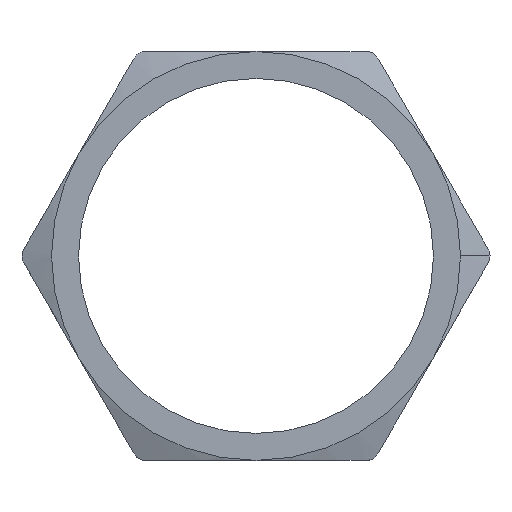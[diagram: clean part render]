
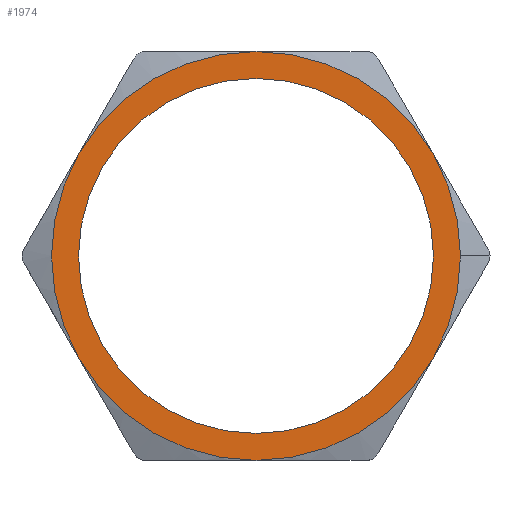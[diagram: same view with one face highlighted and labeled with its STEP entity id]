
A CAD part, top view. The second image highlights one B-rep face of the part: STEP entity #1974.
In plain terms, the highlighted planar face has unit normal (0, 0, 1).
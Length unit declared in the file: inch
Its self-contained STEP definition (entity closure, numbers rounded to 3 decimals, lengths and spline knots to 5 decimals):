
#57 = VERTEX_POINT ( 'NONE', #525 ) ;
#70 = VERTEX_POINT ( 'NONE', #538 ) ;
#83 = VERTEX_POINT ( 'NONE', #565 ) ;
#88 = VERTEX_POINT ( 'NONE', #609 ) ;
#99 = VERTEX_POINT ( 'NONE', #648 ) ;
#161 = VERTEX_POINT ( 'NONE', #788 ) ;
#170 = EDGE_CURVE ( 'NONE', #171, #161, #807, .T. ) ;
#171 = VERTEX_POINT ( 'NONE', #803 ) ;
#357 = EDGE_CURVE ( 'NONE', #2192, #2287, #1110, .T. ) ;
#385 = EDGE_CURVE ( 'NONE', #88, #70, #1185, .T. ) ;
#525 = CARTESIAN_POINT ( 'NONE',  ( -0.39404, 0.2275, 0.12 ) ) ;
#538 = CARTESIAN_POINT ( 'NONE',  ( 0.39404, -0.2275, 0.12 ) ) ;
#565 = CARTESIAN_POINT ( 'NONE',  ( 0., 0.455, 0.12 ) ) ;
#609 = CARTESIAN_POINT ( 'NONE',  ( 0., -0.455, 0.12 ) ) ;
#648 = CARTESIAN_POINT ( 'NONE',  ( -0.39404, -0.2275, 0.12 ) ) ;
#788 = CARTESIAN_POINT ( 'NONE',  ( -0.395, 0., 0.12 ) ) ;
#803 = CARTESIAN_POINT ( 'NONE',  ( 0.395, 0., 0.12 ) ) ;
#804 = DIRECTION ( 'NONE',  ( -1., 0., 0. ) ) ;
#805 = DIRECTION ( 'NONE',  ( 0., 0., -1. ) ) ;
#806 = AXIS2_PLACEMENT_3D ( 'NONE', #814, #805, #804 ) ;
#807 = CIRCLE ( 'NONE', #806, 0.395 ) ;
#814 = CARTESIAN_POINT ( 'NONE',  ( 0., 0., 0.12 ) ) ;
#1106 = DIRECTION ( 'NONE',  ( 1., 0., 0. ) ) ;
#1107 = DIRECTION ( 'NONE',  ( 0., 0., 1. ) ) ;
#1108 = CARTESIAN_POINT ( 'NONE',  ( 0., 0., 0.12 ) ) ;
#1109 = AXIS2_PLACEMENT_3D ( 'NONE', #1108, #1107, #1106 ) ;
#1110 = CIRCLE ( 'NONE', #1109, 0.455 ) ;
#1181 = DIRECTION ( 'NONE',  ( 1., 0., 0. ) ) ;
#1182 = DIRECTION ( 'NONE',  ( 0., 0., 1. ) ) ;
#1183 = CARTESIAN_POINT ( 'NONE',  ( 0., 0., 0.12 ) ) ;
#1184 = AXIS2_PLACEMENT_3D ( 'NONE', #1183, #1182, #1181 ) ;
#1185 = CIRCLE ( 'NONE', #1184, 0.455 ) ;
#1253 = FACE_OUTER_BOUND ( 'NONE', #2207, .T. ) ;
#1254 = FACE_BOUND ( 'NONE', #1970, .T. ) ;
#1256 = PLANE ( 'NONE',  #1301 ) ;
#1257 = DIRECTION ( 'NONE',  ( -1., 0., 0. ) ) ;
#1258 = DIRECTION ( 'NONE',  ( 0., 0., -1. ) ) ;
#1259 = AXIS2_PLACEMENT_3D ( 'NONE', #1267, #1258, #1257 ) ;
#1260 = CIRCLE ( 'NONE', #1259, 0.395 ) ;
#1267 = CARTESIAN_POINT ( 'NONE',  ( 0., 0., 0.12 ) ) ;
#1298 = DIRECTION ( 'NONE',  ( 1., 0., 0. ) ) ;
#1299 = DIRECTION ( 'NONE',  ( 0., 0., 1. ) ) ;
#1300 = CARTESIAN_POINT ( 'NONE',  ( -0.78808, -0.455, 0.12 ) ) ;
#1301 = AXIS2_PLACEMENT_3D ( 'NONE', #1300, #1299, #1298 ) ;
#1388 = EDGE_CURVE ( 'NONE', #161, #171, #1260, .T. ) ;
#1475 = CARTESIAN_POINT ( 'NONE',  ( 0.455, 0., 0.12 ) ) ;
#1499 = CIRCLE ( 'NONE', #1554, 0.455 ) ;
#1509 = ORIENTED_EDGE ( 'NONE', *, *, #170, .T. ) ;
#1525 = AXIS2_PLACEMENT_3D ( 'NONE', #1531, #1581, #1580 ) ;
#1526 = CIRCLE ( 'NONE', #1525, 0.455 ) ;
#1531 = CARTESIAN_POINT ( 'NONE',  ( 0., 0., 0.12 ) ) ;
#1535 = DIRECTION ( 'NONE',  ( 1., 0., 0. ) ) ;
#1536 = DIRECTION ( 'NONE',  ( 0., 0., 1. ) ) ;
#1537 = AXIS2_PLACEMENT_3D ( 'NONE', #1545, #1536, #1535 ) ;
#1538 = CIRCLE ( 'NONE', #1537, 0.455 ) ;
#1545 = CARTESIAN_POINT ( 'NONE',  ( 0., 0., 0.12 ) ) ;
#1547 = DIRECTION ( 'NONE',  ( 1., 0., 0. ) ) ;
#1548 = DIRECTION ( 'NONE',  ( 0., 0., 1. ) ) ;
#1549 = AXIS2_PLACEMENT_3D ( 'NONE', #1555, #1548, #1547 ) ;
#1550 = CIRCLE ( 'NONE', #1549, 0.455 ) ;
#1551 = DIRECTION ( 'NONE',  ( 1., 0., 0. ) ) ;
#1552 = DIRECTION ( 'NONE',  ( 0., 0., 1. ) ) ;
#1553 = CARTESIAN_POINT ( 'NONE',  ( 0., 0., 0.12 ) ) ;
#1554 = AXIS2_PLACEMENT_3D ( 'NONE', #1553, #1552, #1551 ) ;
#1555 = CARTESIAN_POINT ( 'NONE',  ( 0., 0., 0.12 ) ) ;
#1574 = DIRECTION ( 'NONE',  ( 1., 0., 0. ) ) ;
#1575 = DIRECTION ( 'NONE',  ( 0., 0., 1. ) ) ;
#1576 = CARTESIAN_POINT ( 'NONE',  ( 0., 0., 0.12 ) ) ;
#1577 = AXIS2_PLACEMENT_3D ( 'NONE', #1576, #1575, #1574 ) ;
#1578 = CIRCLE ( 'NONE', #1577, 0.455 ) ;
#1580 = DIRECTION ( 'NONE',  ( 1., 0., 0. ) ) ;
#1581 = DIRECTION ( 'NONE',  ( 0., 0., 1. ) ) ;
#1691 = CARTESIAN_POINT ( 'NONE',  ( 0.39404, 0.2275, 0.12 ) ) ;
#1780 = ORIENTED_EDGE ( 'NONE', *, *, #1388, .T. ) ;
#1970 = EDGE_LOOP ( 'NONE', ( #1780, #1509 ) ) ;
#1974 = ADVANCED_FACE ( 'NONE', ( #1254, #1253 ), #1256, .T. ) ;
#2192 = VERTEX_POINT ( 'NONE', #1475 ) ;
#2202 = ORIENTED_EDGE ( 'NONE', *, *, #2203, .T. ) ;
#2203 = EDGE_CURVE ( 'NONE', #83, #57, #1499, .T. ) ;
#2204 = EDGE_CURVE ( 'NONE', #2287, #83, #1550, .T. ) ;
#2206 = ORIENTED_EDGE ( 'NONE', *, *, #2204, .T. ) ;
#2207 = EDGE_LOOP ( 'NONE', ( #2209, #2213, #2206, #2202, #2229, #2222, #2216 ) ) ;
#2209 = ORIENTED_EDGE ( 'NONE', *, *, #2212, .T. ) ;
#2212 = EDGE_CURVE ( 'NONE', #70, #2192, #1538, .T. ) ;
#2213 = ORIENTED_EDGE ( 'NONE', *, *, #357, .T. ) ;
#2216 = ORIENTED_EDGE ( 'NONE', *, *, #385, .T. ) ;
#2221 = EDGE_CURVE ( 'NONE', #99, #88, #1526, .T. ) ;
#2222 = ORIENTED_EDGE ( 'NONE', *, *, #2221, .T. ) ;
#2227 = EDGE_CURVE ( 'NONE', #57, #99, #1578, .T. ) ;
#2229 = ORIENTED_EDGE ( 'NONE', *, *, #2227, .T. ) ;
#2287 = VERTEX_POINT ( 'NONE', #1691 ) ;
